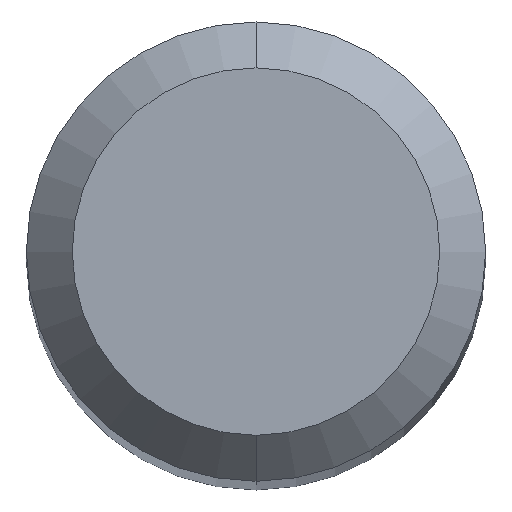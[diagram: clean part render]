
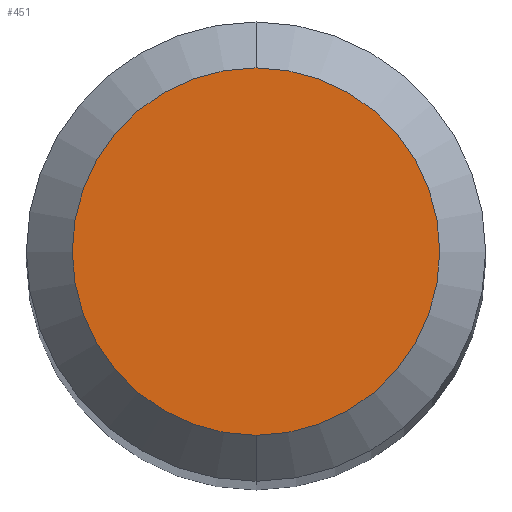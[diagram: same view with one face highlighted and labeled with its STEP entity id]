
A CAD part, top view. The second image highlights one B-rep face of the part: STEP entity #451.
In plain terms, the highlighted planar face has unit normal (0, 0, 1).
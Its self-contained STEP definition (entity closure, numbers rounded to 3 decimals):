
#207=EDGE_CURVE('',#425,#371,#514,.T.);
#355=EDGE_CURVE('',#371,#425,#674,.T.);
#371=VERTEX_POINT('',#693);
#425=VERTEX_POINT('',#750);
#451=ADVANCED_FACE('',(#778),#779,.T.);
#514=CIRCLE('',#862,1.2);
#674=CIRCLE('',#1185,1.2);
#693=CARTESIAN_POINT('',(0.0,1.2,0.0));
#750=CARTESIAN_POINT('',(0.,-1.2,0.0));
#778=FACE_OUTER_BOUND('',#1408,.T.);
#779=PLANE('',#1409);
#862=AXIS2_PLACEMENT_3D('',#1485,#1486,#1487);
#1185=AXIS2_PLACEMENT_3D('',#1649,#1650,#1651);
#1408=EDGE_LOOP('',(#1756,#1757));
#1409=AXIS2_PLACEMENT_3D('',#1758,#1759,#1760);
#1485=CARTESIAN_POINT('',(0.0,0.0,0.0));
#1486=DIRECTION('',(0.0,0.0,-1.0));
#1487=DIRECTION('',(0.0,1.0,0.0));
#1649=CARTESIAN_POINT('',(0.0,0.0,0.0));
#1650=DIRECTION('',(0.0,0.0,-1.0));
#1651=DIRECTION('',(0.0,1.0,0.0));
#1756=ORIENTED_EDGE('',*,*,#355,.F.);
#1757=ORIENTED_EDGE('',*,*,#207,.F.);
#1758=CARTESIAN_POINT('',(0.0,0.6,0.0));
#1759=DIRECTION('',(-0.0,0.0,1.0));
#1760=DIRECTION('',(0.0,-1.0,0.0));
